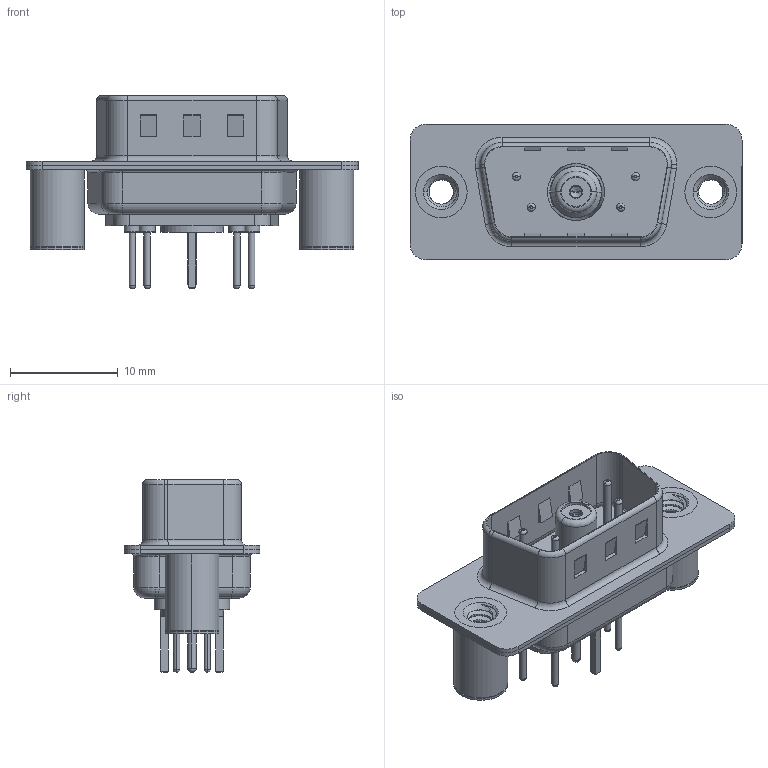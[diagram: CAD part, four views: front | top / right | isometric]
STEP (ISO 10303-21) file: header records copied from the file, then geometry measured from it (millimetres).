
FILE_DESCRIPTION (( 'STEP AP203' ), '1' );
FILE_NAME ('627-5W1-624-5T3.STEP', '2019-05-24T12:05:32', ( '' ), ( '' ), 'SwSTEP 2.0', 'SolidWorks 2016', '' );
FILE_SCHEMA (( 'CONFIG_CONTROL_DESIGN' ));
Length unit declared in the file: millimetre
Products named in the file (13): 627Combo Contact Row 1_24; 627Combo Shell Front_09 Contacts; 627Combo Contact Row 2_24; 627Combo Threaded Board Spacer_3; 627-5W1-624-5T3; Co-Ax Jack_Straight PC Tail; Insulator Socket; Insulator Socket 2; Locking Collar; Socket_Str; 627Combo Housing_5W1; Co-Ax Jack Assy_S; 627Combo Shell Rear_09 Contacts
Assembly tree (15 placements, depth 3):
  627-5W1-624-5T3
    627Combo Housing_5W1
    627Combo Shell Rear_09 Contacts
    627Combo Shell Front_09 Contacts
    627Combo Threaded Board Spacer_3  x2
    Co-Ax Jack Assy_S
      Co-Ax Jack_Straight PC Tail
      Insulator Socket
      Insulator Socket 2
      Locking Collar
      Socket_Str
    627Combo Contact Row 1_24  x2
    627Combo Contact Row 2_24  x2
Bounding box: 30.8 x 12.6 x 17.9 mm (x, y, z)
Volume: 1454.5 mm3; surface area: 4212 mm2
Topology: 14 solids, 14 shells, 597 faces, 1386 edges, 856 vertices
Faces by surface type: cylinder 256, plane 182, torus 122, cone 27, bspline 8, sphere 2
Entity records: 17215 total; most frequent: CARTESIAN_POINT 4184, DIRECTION 2624, ORIENTED_EDGE 2290, EDGE_CURVE 1145, AXIS2_PLACEMENT_3D 1051, VERTEX_POINT 715, EDGE_LOOP 568, CIRCLE 548
